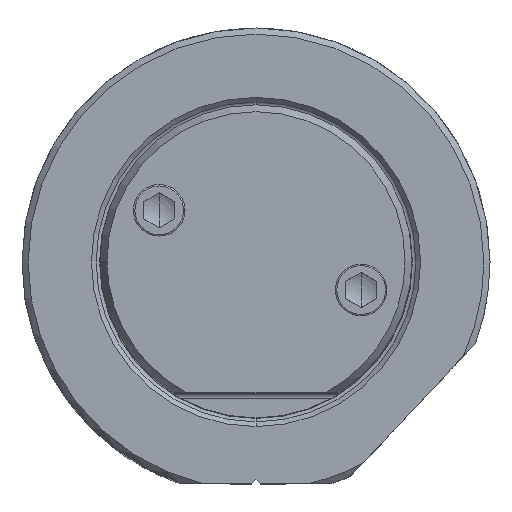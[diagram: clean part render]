
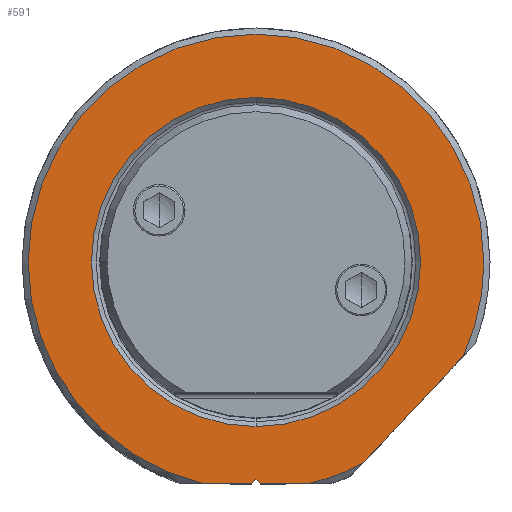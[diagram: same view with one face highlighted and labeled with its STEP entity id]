
A CAD part, top view. The second image highlights one B-rep face of the part: STEP entity #591.
In plain terms, the highlighted planar face has unit normal (0, 0, 1).
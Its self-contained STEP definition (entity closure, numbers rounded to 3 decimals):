
#115=PLANE('',#5668);
#591=ADVANCED_FACE('',(#922,#923),#115,.T.);
#922=FACE_BOUND('',#1016,.T.);
#923=FACE_BOUND('',#1017,.T.);
#1016=EDGE_LOOP('',(#2576,#2577,#2578,#2579,#2580,#2581,#2582,#2583,#2584));
#1017=EDGE_LOOP('',(#2585,#2586));
#1345=LINE('',#11522,#1648);
#1348=LINE('',#11548,#1651);
#1349=LINE('',#11550,#1652);
#1350=LINE('',#11552,#1653);
#1351=LINE('',#11554,#1654);
#1648=VECTOR('',#6519,1.);
#1651=VECTOR('',#6538,1.);
#1652=VECTOR('',#6539,1.);
#1653=VECTOR('',#6540,1.);
#1654=VECTOR('',#6541,1.);
#2576=ORIENTED_EDGE('',*,*,#4559,.T.);
#2577=ORIENTED_EDGE('',*,*,#4553,.T.);
#2578=ORIENTED_EDGE('',*,*,#4560,.T.);
#2579=ORIENTED_EDGE('',*,*,#4561,.T.);
#2580=ORIENTED_EDGE('',*,*,#4562,.T.);
#2581=ORIENTED_EDGE('',*,*,#4563,.F.);
#2582=ORIENTED_EDGE('',*,*,#4564,.T.);
#2583=ORIENTED_EDGE('',*,*,#4565,.T.);
#2584=ORIENTED_EDGE('',*,*,#4566,.F.);
#2585=ORIENTED_EDGE('',*,*,#4567,.T.);
#2586=ORIENTED_EDGE('',*,*,#4568,.T.);
#3934=VERTEX_POINT('',#11521);
#3935=VERTEX_POINT('',#11523);
#3938=VERTEX_POINT('',#11539);
#3939=VERTEX_POINT('',#11543);
#3940=VERTEX_POINT('',#11545);
#3941=VERTEX_POINT('',#11547);
#3942=VERTEX_POINT('',#11549);
#3943=VERTEX_POINT('',#11551);
#3944=VERTEX_POINT('',#11553);
#3945=VERTEX_POINT('',#11556);
#3946=VERTEX_POINT('',#11557);
#4553=EDGE_CURVE('',#3935,#3934,#1345,.T.);
#4559=EDGE_CURVE('',#3938,#3935,#5137,.T.);
#4560=EDGE_CURVE('',#3934,#3939,#5138,.T.);
#4561=EDGE_CURVE('',#3939,#3940,#5139,.T.);
#4562=EDGE_CURVE('',#3940,#3941,#5140,.T.);
#4563=EDGE_CURVE('',#3942,#3941,#1348,.T.);
#4564=EDGE_CURVE('',#3942,#3943,#1349,.T.);
#4565=EDGE_CURVE('',#3943,#3944,#1350,.T.);
#4566=EDGE_CURVE('',#3938,#3944,#1351,.T.);
#4567=EDGE_CURVE('',#3945,#3946,#5141,.T.);
#4568=EDGE_CURVE('',#3946,#3945,#5142,.T.);
#5137=CIRCLE('',#5661,18.55);
#5138=CIRCLE('',#5663,18.55);
#5139=CIRCLE('',#5664,18.55);
#5140=CIRCLE('',#5665,18.55);
#5141=CIRCLE('',#5666,13.4);
#5142=CIRCLE('',#5667,13.4);
#5661=AXIS2_PLACEMENT_3D('',#11540,#6528,#6529);
#5663=AXIS2_PLACEMENT_3D('',#11542,#6532,#6533);
#5664=AXIS2_PLACEMENT_3D('',#11544,#6534,#6535);
#5665=AXIS2_PLACEMENT_3D('',#11546,#6536,#6537);
#5666=AXIS2_PLACEMENT_3D('',#11555,#6542,#6543);
#5667=AXIS2_PLACEMENT_3D('',#11558,#6544,#6545);
#5668=AXIS2_PLACEMENT_3D('',#11559,#6546,#6547);
#6519=DIRECTION('',(0.685,0.728,0.));
#6528=DIRECTION('',(0.,0.,1.));
#6529=DIRECTION('',(0.231,-0.973,0.));
#6532=DIRECTION('',(0.,0.,1.));
#6533=DIRECTION('',(0.911,-0.412,0.));
#6534=DIRECTION('',(0.,0.,1.));
#6535=DIRECTION('',(1.,0.,0.));
#6536=DIRECTION('',(0.,0.,1.));
#6537=DIRECTION('',(-1.,0.,0.));
#6538=DIRECTION('',(-1.,0.,0.));
#6539=DIRECTION('',(0.707,0.707,0.));
#6540=DIRECTION('',(0.707,-0.707,0.));
#6541=DIRECTION('',(-1.,0.,0.));
#6542=DIRECTION('',(0.,0.,-1.));
#6543=DIRECTION('',(0.,1.,0.));
#6544=DIRECTION('',(0.,0.,-1.));
#6545=DIRECTION('',(0.,-1.,0.));
#6546=DIRECTION('',(0.,0.,1.));
#6547=DIRECTION('',(0.,1.,0.));
#11521=CARTESIAN_POINT('',(16.9,-7.648,0.));
#11522=CARTESIAN_POINT('',(8.667,-16.401,0.));
#11523=CARTESIAN_POINT('',(8.667,-16.401,0.));
#11539=CARTESIAN_POINT('',(4.278,-18.05,0.));
#11540=CARTESIAN_POINT('',(0.,0.,0.));
#11542=CARTESIAN_POINT('',(0.,0.,0.));
#11543=CARTESIAN_POINT('',(18.55,0.,0.));
#11544=CARTESIAN_POINT('',(0.,0.,0.));
#11545=CARTESIAN_POINT('',(-18.55,0.,0.));
#11546=CARTESIAN_POINT('',(0.,0.,0.));
#11547=CARTESIAN_POINT('',(-4.278,-18.05,0.));
#11548=CARTESIAN_POINT('',(-3.222,-18.05,0.));
#11549=CARTESIAN_POINT('',(-0.354,-18.05,0.));
#11550=CARTESIAN_POINT('',(-0.354,-18.05,0.));
#11551=CARTESIAN_POINT('',(0.,-17.696,0.));
#11552=CARTESIAN_POINT('',(0.,-17.696,0.));
#11553=CARTESIAN_POINT('',(0.354,-18.05,0.));
#11554=CARTESIAN_POINT('',(4.278,-18.05,0.));
#11555=CARTESIAN_POINT('',(0.,0.,0.));
#11556=CARTESIAN_POINT('',(0.,13.4,0.));
#11557=CARTESIAN_POINT('',(0.,-13.4,0.));
#11558=CARTESIAN_POINT('',(0.,0.,0.));
#11559=CARTESIAN_POINT('',(0.,0.251,0.));
